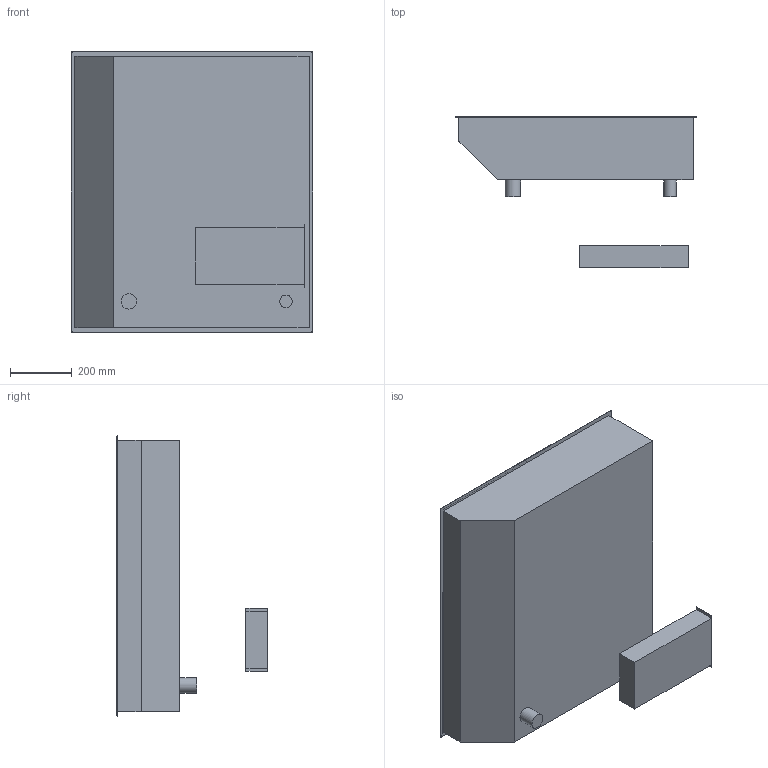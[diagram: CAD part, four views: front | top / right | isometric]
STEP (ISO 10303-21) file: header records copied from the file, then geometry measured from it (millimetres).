
FILE_DESCRIPTION(/* description */ ('Bäckertheke: Kälte extern'),/* implementation_level */ '2;1');
FILE_NAME(/* name */ '3D-AKE-00003015.stp',/* time_stamp */ '2024-05-21T09:05:59+02:00',/* author */ ('julian.lux'),/* organization */ (''),/* preprocessor_version */ 'ST-DEVELOPER v18.1',/* originating_system */ 'Autodesk Inventor 2020',/* authorisation */ '');
FILE_SCHEMA (('AUTOMOTIVE_DESIGN { 1 0 10303 214 3 1 1 }'));
Length unit declared in the file: millimetre
Products named in the file (1): 3D-AKE-00003015
Bounding box: 785 x 490 x 910 mm (x, y, z)
Volume: 50836095.1 mm3; surface area: 4201926.7 mm2
Topology: 4 solids, 4 shells, 84 faces, 207 edges, 138 vertices
Faces by surface type: plane 77, cylinder 7
Full cylindrical faces by diameter (mm): 40 x1, 50 x1
Entity records: 2495 total; most frequent: CARTESIAN_POINT 430, ORIENTED_EDGE 414, DIRECTION 403, EDGE_CURVE 207, LINE 181, VECTOR 181, VERTEX_POINT 138, AXIS2_PLACEMENT_3D 111
